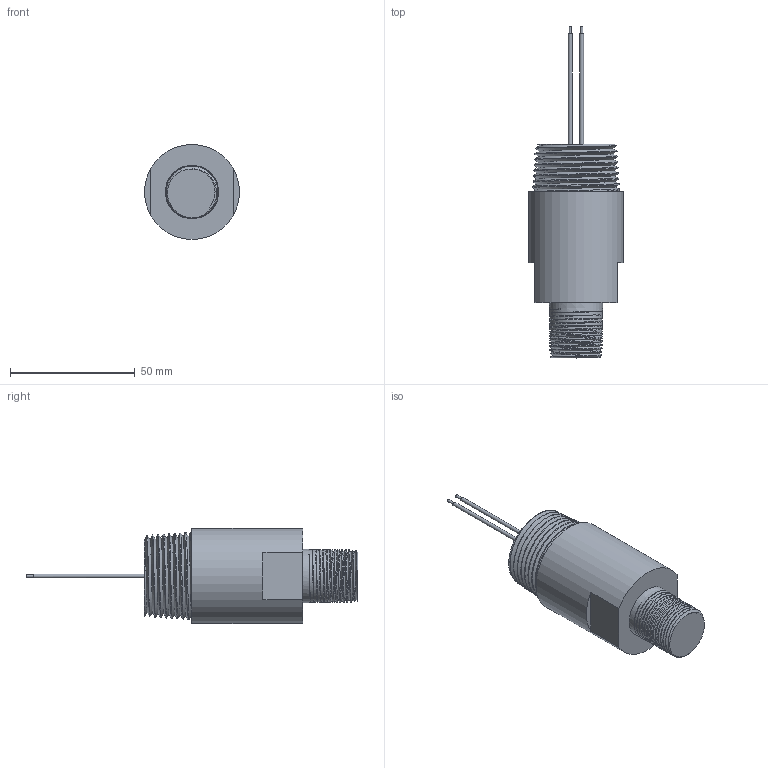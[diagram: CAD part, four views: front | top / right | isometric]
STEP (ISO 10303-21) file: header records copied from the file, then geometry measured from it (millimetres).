
FILE_DESCRIPTION(/* description */ (''),/* implementation_level */ '2;1');
FILE_NAME(/* name */ 'MASTER_HG_STANDARD_1-2_MOUNT.stp',/* time_stamp */ '2017-04-26T10:32:20-04:00',/* author */ ('aneininger'),/* organization */ ('CONNECTION TECHNOLOGY CENTER'),/* preprocessor_version */ 'ST-DEVELOPER v16.5',/* originating_system */ 'Autodesk Inventor 2017',/* authorisation */ '');
FILE_SCHEMA (('AUTOMOTIVE_DESIGN { 1 0 10303 214 3 1 1 }'));
Length unit declared in the file: inch
Products named in the file (1): MASTER_HG_STANDARD_1-2_MOUNT
Bounding box: 38.1 x 133.1 x 38.1 mm (x, y, z)
Volume: 72935.6 mm3; surface area: 13513.1 mm2
Topology: 1 solids, 1 shells, 41 faces, 96 edges, 64 vertices
Faces by surface type: cone 16, plane 14, cylinder 6, bspline 4, torus 1
Full cylindrical faces by diameter (mm): 1.016 x2, 1.524 x2, 28.753 x1, 38.1 x1
Entity records: 5193 total; most frequent: CARTESIAN_POINT 4605, DIRECTION 99, ORIENTED_EDGE 86, AXIS2_PLACEMENT_3D 44, EDGE_CURVE 43, EDGE_LOOP 42, VERTEX_POINT 33, STYLED_ITEM 28
